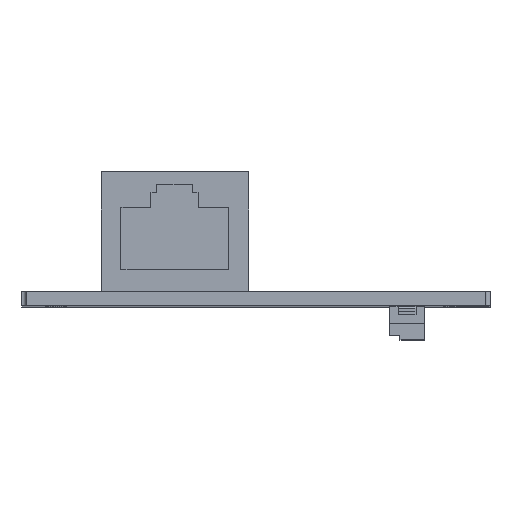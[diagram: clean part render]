
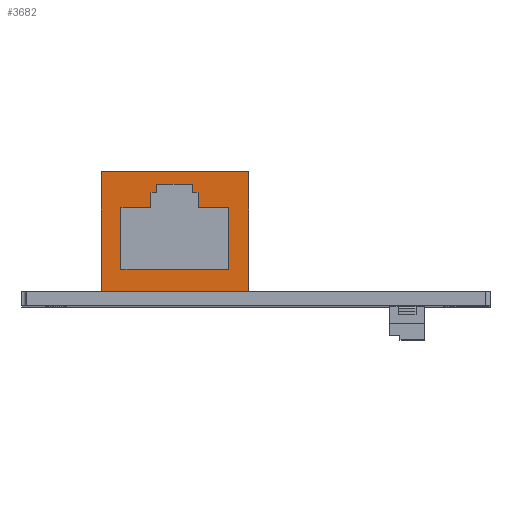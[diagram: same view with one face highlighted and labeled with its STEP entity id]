
A CAD part, top view. The second image highlights one B-rep face of the part: STEP entity #3682.
In plain terms, the highlighted planar face has unit normal (0, 0, 1).
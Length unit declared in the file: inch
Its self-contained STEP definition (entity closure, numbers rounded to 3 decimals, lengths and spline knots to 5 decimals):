
#119 = CARTESIAN_POINT ( 'NONE',  ( 1.06035, 1.54905, 3.58528 ) ) ;
#207 = ORIENTED_EDGE ( 'NONE', *, *, #1837, .F. ) ;
#310 = VECTOR ( 'NONE', #1143, 39.37008 ) ;
#502 = CARTESIAN_POINT ( 'NONE',  ( 0.41035, 1.54905, 3.58528 ) ) ;
#715 = CARTESIAN_POINT ( 'NONE',  ( 0.41035, 1.01913, 3.58528 ) ) ;
#924 = LINE ( 'NONE', #25825, #17757 ) ;
#1143 = DIRECTION ( 'NONE',  ( -1., 0., 0. ) ) ;
#1214 = DIRECTION ( 'NONE',  ( -1., 0., 0. ) ) ;
#1224 = DIRECTION ( 'NONE',  ( 0., 1., 0. ) ) ;
#1257 = ORIENTED_EDGE ( 'NONE', *, *, #26470, .F. ) ;
#1277 = EDGE_CURVE ( 'NONE', #6316, #17551, #16063, .T. ) ;
#1318 = CARTESIAN_POINT ( 'NONE',  ( 0.65484, 1.4585, 3.58528 ) ) ;
#1449 = CARTESIAN_POINT ( 'NONE',  ( 1.06035, 1.01913, 3.58528 ) ) ;
#1562 = VERTEX_POINT ( 'NONE', #1449 ) ;
#1568 = DIRECTION ( 'NONE',  ( 1., 0., 0. ) ) ;
#1837 = EDGE_CURVE ( 'NONE', #18388, #6649, #24691, .T. ) ;
#2052 = EDGE_CURVE ( 'NONE', #26360, #25180, #11597, .T. ) ;
#2362 = CARTESIAN_POINT ( 'NONE',  ( 0.81232, 1.49394, 3.58528 ) ) ;
#3243 = FACE_BOUND ( 'NONE', #14414, .T. ) ;
#3495 = CARTESIAN_POINT ( 'NONE',  ( 0.65484, 1.49394, 3.58528 ) ) ;
#3564 = CARTESIAN_POINT ( 'NONE',  ( 1.06035, 1.01913, 3.58528 ) ) ;
#3588 = ORIENTED_EDGE ( 'NONE', *, *, #26898, .T. ) ;
#3669 = LINE ( 'NONE', #22778, #14641 ) ;
#3682 = ADVANCED_FACE ( 'NONE', ( #3243, #9767 ), #26207, .T. ) ;
#3848 = LINE ( 'NONE', #18277, #14832 ) ;
#3878 = VECTOR ( 'NONE', #5747, 39.37008 ) ;
#3925 = AXIS2_PLACEMENT_3D ( 'NONE', #23421, #23223, #23034 ) ;
#4517 = EDGE_CURVE ( 'NONE', #23186, #20369, #21646, .T. ) ;
#4645 = DIRECTION ( 'NONE',  ( 0., 1., 0. ) ) ;
#4807 = VECTOR ( 'NONE', #28190, 39.37008 ) ;
#4972 = VERTEX_POINT ( 'NONE', #15055 ) ;
#5130 = LINE ( 'NONE', #9951, #26424 ) ;
#5220 = CARTESIAN_POINT ( 'NONE',  ( 1.06035, 1.54905, 3.58528 ) ) ;
#5747 = DIRECTION ( 'NONE',  ( -1., 0., 0. ) ) ;
#6316 = VERTEX_POINT ( 'NONE', #26243 ) ;
#6649 = VERTEX_POINT ( 'NONE', #23030 ) ;
#6693 = LINE ( 'NONE', #2362, #11141 ) ;
#6721 = ORIENTED_EDGE ( 'NONE', *, *, #27774, .F. ) ;
#6737 = DIRECTION ( 'NONE',  ( 0., -1., 0. ) ) ;
#7007 = EDGE_CURVE ( 'NONE', #4972, #26360, #17139, .T. ) ;
#7058 = CARTESIAN_POINT ( 'NONE',  ( 0.65484, 1.4585, 3.58528 ) ) ;
#7167 = VECTOR ( 'NONE', #21836, 39.37008 ) ;
#7719 = CARTESIAN_POINT ( 'NONE',  ( 0.49696, 1.11756, 3.58528 ) ) ;
#8047 = ORIENTED_EDGE ( 'NONE', *, *, #18184, .F. ) ;
#8458 = VERTEX_POINT ( 'NONE', #23293 ) ;
#8713 = ORIENTED_EDGE ( 'NONE', *, *, #9860, .F. ) ;
#8939 = LINE ( 'NONE', #119, #19232 ) ;
#9317 = EDGE_CURVE ( 'NONE', #8458, #16616, #6693, .T. ) ;
#9549 = DIRECTION ( 'NONE',  ( 0., 1., 0. ) ) ;
#9704 = LINE ( 'NONE', #3564, #3878 ) ;
#9767 = FACE_OUTER_BOUND ( 'NONE', #16500, .T. ) ;
#9860 = EDGE_CURVE ( 'NONE', #1562, #28254, #9704, .T. ) ;
#9951 = CARTESIAN_POINT ( 'NONE',  ( 0.97373, 1.11756, 3.58528 ) ) ;
#10078 = ORIENTED_EDGE ( 'NONE', *, *, #23660, .F. ) ;
#10240 = LINE ( 'NONE', #502, #15412 ) ;
#10532 = ORIENTED_EDGE ( 'NONE', *, *, #18017, .F. ) ;
#10669 = CARTESIAN_POINT ( 'NONE',  ( 0.62925, 1.39157, 3.58528 ) ) ;
#10687 = VERTEX_POINT ( 'NONE', #19633 ) ;
#10690 = CARTESIAN_POINT ( 'NONE',  ( 0.83791, 1.39157, 3.58528 ) ) ;
#11141 = VECTOR ( 'NONE', #17710, 39.37008 ) ;
#11438 = DIRECTION ( 'NONE',  ( 0., -1., 0. ) ) ;
#11597 = LINE ( 'NONE', #10690, #16752 ) ;
#12437 = CARTESIAN_POINT ( 'NONE',  ( 0.65484, 1.49394, 3.58528 ) ) ;
#13838 = VERTEX_POINT ( 'NONE', #16813 ) ;
#13975 = ORIENTED_EDGE ( 'NONE', *, *, #19160, .F. ) ;
#14059 = CARTESIAN_POINT ( 'NONE',  ( 0.62925, 1.4585, 3.58528 ) ) ;
#14414 = EDGE_LOOP ( 'NONE', ( #22538, #13975, #25666, #20531, #6721, #16021, #10532, #207, #1257, #23140, #8047, #24845 ) ) ;
#14547 = ORIENTED_EDGE ( 'NONE', *, *, #4517, .T. ) ;
#14641 = VECTOR ( 'NONE', #9549, 39.37008 ) ;
#14832 = VECTOR ( 'NONE', #20508, 39.37008 ) ;
#14978 = DIRECTION ( 'NONE',  ( -1., 0., 0. ) ) ;
#15055 = CARTESIAN_POINT ( 'NONE',  ( 0.97373, 1.39157, 3.58528 ) ) ;
#15412 = VECTOR ( 'NONE', #11438, 39.37008 ) ;
#15504 = VECTOR ( 'NONE', #23149, 39.37008 ) ;
#16021 = ORIENTED_EDGE ( 'NONE', *, *, #1277, .F. ) ;
#16063 = LINE ( 'NONE', #7719, #27067 ) ;
#16178 = LINE ( 'NONE', #3495, #15504 ) ;
#16500 = EDGE_LOOP ( 'NONE', ( #8713, #10078, #14547, #3588 ) ) ;
#16616 = VERTEX_POINT ( 'NONE', #12437 ) ;
#16752 = VECTOR ( 'NONE', #4645, 39.37008 ) ;
#16813 = CARTESIAN_POINT ( 'NONE',  ( 0.62925, 1.4585, 3.58528 ) ) ;
#16981 = VERTEX_POINT ( 'NONE', #7058 ) ;
#17025 = CARTESIAN_POINT ( 'NONE',  ( 0.83791, 1.4585, 3.58528 ) ) ;
#17139 = LINE ( 'NONE', #25430, #310 ) ;
#17551 = VERTEX_POINT ( 'NONE', #26618 ) ;
#17710 = DIRECTION ( 'NONE',  ( -1., 0., 0. ) ) ;
#17757 = VECTOR ( 'NONE', #14978, 39.37008 ) ;
#18017 = EDGE_CURVE ( 'NONE', #6649, #6316, #3848, .T. ) ;
#18141 = VECTOR ( 'NONE', #1214, 39.37008 ) ;
#18184 = EDGE_CURVE ( 'NONE', #16616, #16981, #16178, .T. ) ;
#18277 = CARTESIAN_POINT ( 'NONE',  ( 0.49696, 1.39157, 3.58528 ) ) ;
#18388 = VERTEX_POINT ( 'NONE', #10669 ) ;
#18549 = LINE ( 'NONE', #14059, #23711 ) ;
#18823 = LINE ( 'NONE', #1318, #18141 ) ;
#19160 = EDGE_CURVE ( 'NONE', #25180, #10687, #924, .T. ) ;
#19232 = VECTOR ( 'NONE', #6737, 39.37008 ) ;
#19633 = CARTESIAN_POINT ( 'NONE',  ( 0.81232, 1.4585, 3.58528 ) ) ;
#20369 = VERTEX_POINT ( 'NONE', #25953 ) ;
#20508 = DIRECTION ( 'NONE',  ( 0., -1., 0. ) ) ;
#20531 = ORIENTED_EDGE ( 'NONE', *, *, #7007, .F. ) ;
#20591 = EDGE_CURVE ( 'NONE', #16981, #13838, #18823, .T. ) ;
#21646 = LINE ( 'NONE', #28272, #4807 ) ;
#21836 = DIRECTION ( 'NONE',  ( -1., 0., 0. ) ) ;
#22538 = ORIENTED_EDGE ( 'NONE', *, *, #25042, .F. ) ;
#22778 = CARTESIAN_POINT ( 'NONE',  ( 0.81232, 1.4585, 3.58528 ) ) ;
#23030 = CARTESIAN_POINT ( 'NONE',  ( 0.49696, 1.39157, 3.58528 ) ) ;
#23034 = DIRECTION ( 'NONE',  ( 1., 0., 0. ) ) ;
#23140 = ORIENTED_EDGE ( 'NONE', *, *, #20591, .F. ) ;
#23149 = DIRECTION ( 'NONE',  ( 0., -1., 0. ) ) ;
#23186 = VERTEX_POINT ( 'NONE', #5220 ) ;
#23223 = DIRECTION ( 'NONE',  ( 0., 0., 1. ) ) ;
#23293 = CARTESIAN_POINT ( 'NONE',  ( 0.81232, 1.49394, 3.58528 ) ) ;
#23421 = CARTESIAN_POINT ( 'NONE',  ( 1.06035, 1.54905, 3.58528 ) ) ;
#23660 = EDGE_CURVE ( 'NONE', #23186, #1562, #8939, .T. ) ;
#23711 = VECTOR ( 'NONE', #25203, 39.37008 ) ;
#24691 = LINE ( 'NONE', #26076, #7167 ) ;
#24734 = CARTESIAN_POINT ( 'NONE',  ( 0.83791, 1.39157, 3.58528 ) ) ;
#24845 = ORIENTED_EDGE ( 'NONE', *, *, #9317, .F. ) ;
#25042 = EDGE_CURVE ( 'NONE', #10687, #8458, #3669, .T. ) ;
#25180 = VERTEX_POINT ( 'NONE', #17025 ) ;
#25203 = DIRECTION ( 'NONE',  ( 0., -1., 0. ) ) ;
#25430 = CARTESIAN_POINT ( 'NONE',  ( 0.97373, 1.39157, 3.58528 ) ) ;
#25666 = ORIENTED_EDGE ( 'NONE', *, *, #2052, .F. ) ;
#25825 = CARTESIAN_POINT ( 'NONE',  ( 0.83791, 1.4585, 3.58528 ) ) ;
#25953 = CARTESIAN_POINT ( 'NONE',  ( 0.41035, 1.54905, 3.58528 ) ) ;
#26076 = CARTESIAN_POINT ( 'NONE',  ( 0.62925, 1.39157, 3.58528 ) ) ;
#26207 = PLANE ( 'NONE',  #3925 ) ;
#26243 = CARTESIAN_POINT ( 'NONE',  ( 0.49696, 1.11756, 3.58528 ) ) ;
#26360 = VERTEX_POINT ( 'NONE', #24734 ) ;
#26424 = VECTOR ( 'NONE', #1224, 39.37008 ) ;
#26470 = EDGE_CURVE ( 'NONE', #13838, #18388, #18549, .T. ) ;
#26618 = CARTESIAN_POINT ( 'NONE',  ( 0.97373, 1.11756, 3.58528 ) ) ;
#26898 = EDGE_CURVE ( 'NONE', #20369, #28254, #10240, .T. ) ;
#27067 = VECTOR ( 'NONE', #1568, 39.37008 ) ;
#27774 = EDGE_CURVE ( 'NONE', #17551, #4972, #5130, .T. ) ;
#28190 = DIRECTION ( 'NONE',  ( -1., 0., 0. ) ) ;
#28254 = VERTEX_POINT ( 'NONE', #715 ) ;
#28272 = CARTESIAN_POINT ( 'NONE',  ( 1.06035, 1.54905, 3.58528 ) ) ;
